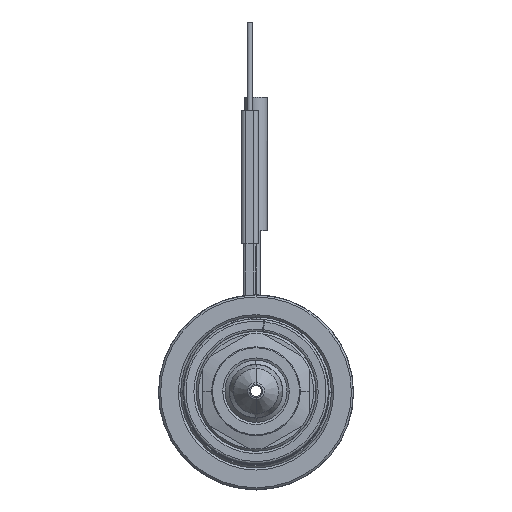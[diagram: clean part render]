
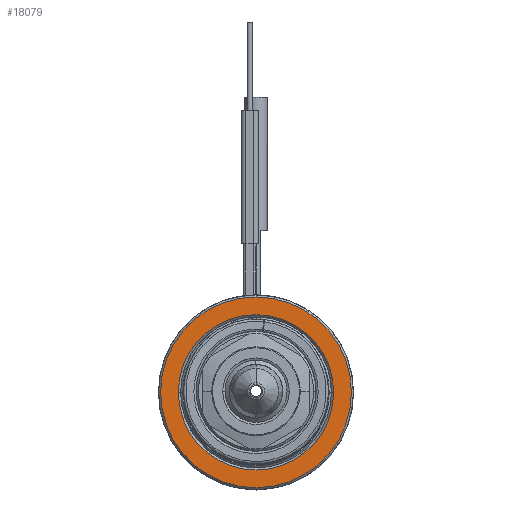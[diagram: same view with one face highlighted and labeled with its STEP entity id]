
A CAD part, top view. The second image highlights one B-rep face of the part: STEP entity #18079.
In plain terms, the highlighted planar face has unit normal (0, 0, 1).
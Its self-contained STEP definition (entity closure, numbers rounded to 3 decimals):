
#5818=CARTESIAN_POINT('',(0.,0.,
40.));
#5819=DIRECTION('',(0.,0.,-1.));
#5820=DIRECTION('',(1.,0.,0.));
#5821=AXIS2_PLACEMENT_3D('',#5818,#5819,#5820);
#5823=CARTESIAN_POINT('',(0.,0.,
40.));
#5824=DIRECTION('',(0.,0.,-1.));
#5825=DIRECTION('',(0.,-1.,0.));
#5826=AXIS2_PLACEMENT_3D('',#5823,#5824,#5825);
#5828=CARTESIAN_POINT('',(0.,0.,40.));
#5829=DIRECTION('',(0.,0.,-1.));
#5830=DIRECTION('',(-1.,0.,0.));
#5831=AXIS2_PLACEMENT_3D('',#5828,#5829,#5830);
#5833=CARTESIAN_POINT('',(0.,0.,40.));
#5834=DIRECTION('',(0.,0.,-1.));
#5835=DIRECTION('',(0.,1.,0.));
#5836=AXIS2_PLACEMENT_3D('',#5833,#5834,#5835);
#5838=CARTESIAN_POINT('',(0.,0.,
40.));
#5839=DIRECTION('',(0.,0.,1.));
#5840=DIRECTION('',(-1.,0.,0.));
#5841=AXIS2_PLACEMENT_3D('',#5838,#5839,#5840);
#5843=CARTESIAN_POINT('',(0.,0.,
40.));
#5844=DIRECTION('',(0.,0.,1.));
#5845=DIRECTION('',(0.,-1.,0.));
#5846=AXIS2_PLACEMENT_3D('',#5843,#5844,#5845);
#5848=CARTESIAN_POINT('',(0.,0.,
40.));
#5849=DIRECTION('',(0.,0.,1.));
#5850=DIRECTION('',(1.,0.,0.));
#5851=AXIS2_PLACEMENT_3D('',#5848,#5849,#5850);
#5853=CARTESIAN_POINT('',(0.,0.,
40.));
#5854=DIRECTION('',(0.,0.,1.));
#5855=DIRECTION('',(0.,1.,0.));
#5856=AXIS2_PLACEMENT_3D('',#5853,#5854,#5855);
#6329=CARTESIAN_POINT('',(0.,-17.5,
40.));
#6330=CARTESIAN_POINT('',(17.5,0.,
40.));
#6331=VERTEX_POINT('',#6329);
#6332=VERTEX_POINT('',#6330);
#6333=CARTESIAN_POINT('',(-17.5,0.,
40.));
#6334=VERTEX_POINT('',#6333);
#6335=CARTESIAN_POINT('',(21.5,0.,
40.));
#6336=CARTESIAN_POINT('',(0.,-21.5,
40.));
#6337=VERTEX_POINT('',#6335);
#6338=VERTEX_POINT('',#6336);
#6339=CARTESIAN_POINT('',(-21.5,0.,
40.));
#6340=VERTEX_POINT('',#6339);
#6341=CARTESIAN_POINT('',(0.,21.5,
40.));
#6342=VERTEX_POINT('',#6341);
#6343=CARTESIAN_POINT('',(0.,17.5,
40.));
#6344=VERTEX_POINT('',#6343);
#18058=CARTESIAN_POINT('',(0.,0.,40.));
#18059=DIRECTION('',(0.,0.,1.));
#18060=DIRECTION('',(-1.,0.,0.));
#18061=AXIS2_PLACEMENT_3D('',#18058,#18059,#18060);
#18062=PLANE('',#18061);
#18063=ORIENTED_EDGE('',*,*,#18038,.T.);
#18064=ORIENTED_EDGE('',*,*,#18036,.T.);
#18065=ORIENTED_EDGE('',*,*,#18017,.T.);
#18066=ORIENTED_EDGE('',*,*,#18015,.T.);
#18067=EDGE_LOOP('',(#18063,#18064,#18065,#18066));
#18068=FACE_OUTER_BOUND('',#18067,.F.);
#18070=ORIENTED_EDGE('',*,*,#18069,.T.);
#18072=ORIENTED_EDGE('',*,*,#18071,.T.);
#18074=ORIENTED_EDGE('',*,*,#18073,.T.);
#18076=ORIENTED_EDGE('',*,*,#18075,.T.);
#18077=EDGE_LOOP('',(#18070,#18072,#18074,#18076));
#18078=FACE_BOUND('',#18077,.F.);
#5822=CIRCLE('',#5821,21.5);
#5827=CIRCLE('',#5826,21.5);
#5832=CIRCLE('',#5831,21.5);
#5837=CIRCLE('',#5836,21.5);
#5842=CIRCLE('',#5841,17.5);
#5847=CIRCLE('',#5846,17.5);
#5852=CIRCLE('',#5851,17.5);
#5857=CIRCLE('',#5856,17.5);
#18015=EDGE_CURVE('',#6342,#6337,#5837,.T.);
#18017=EDGE_CURVE('',#6340,#6342,#5832,.T.);
#18036=EDGE_CURVE('',#6338,#6340,#5827,.T.);
#18038=EDGE_CURVE('',#6337,#6338,#5822,.T.);
#18069=EDGE_CURVE('',#6334,#6331,#5842,.T.);
#18071=EDGE_CURVE('',#6331,#6332,#5847,.T.);
#18073=EDGE_CURVE('',#6332,#6344,#5852,.T.);
#18075=EDGE_CURVE('',#6344,#6334,#5857,.T.);
#18079=ADVANCED_FACE('',(#18068,#18078),#18062,.T.);
